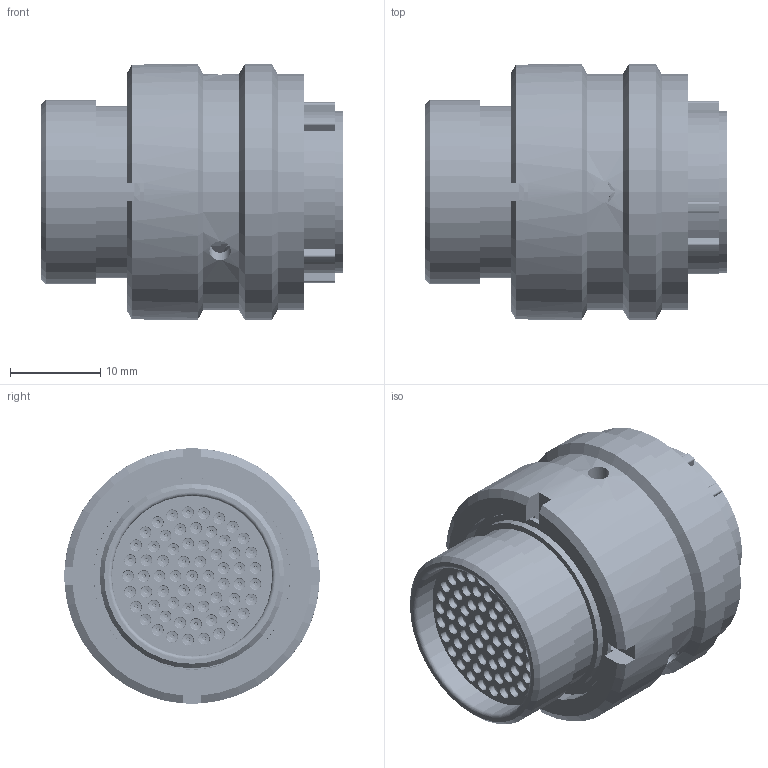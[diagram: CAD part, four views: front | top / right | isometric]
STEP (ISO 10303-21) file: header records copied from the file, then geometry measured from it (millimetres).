
FILE_DESCRIPTION (( 'STEP AP214' ), '1' );
FILE_NAME ('ASDD614-64PN.STEP', '2017-07-04T09:10:56', ( '' ), ( '' ), 'SwSTEP 2.0', 'SolidWorks 2015', '' );
FILE_SCHEMA (( 'AUTOMOTIVE_DESIGN' ));
Length unit declared in the file: inch
Products named in the file (1): ASDD614-64PN
Bounding box: 33.37 x 28.3 x 28.3 mm (x, y, z)
Volume: 9559.9 mm3; surface area: 13589.7 mm2
Topology: 2 solids, 69 shells, 4518 faces, 9899 edges, 6100 vertices
Faces by surface type: cylinder 1745, plane 1074, cone 780, torus 774, sphere 130, bspline 15
Entity records: 185579 total; most frequent: CARTESIAN_POINT 27970, DIRECTION 23790, ORIENTED_EDGE 19274, AXIS2_PLACEMENT_3D 10517, EDGE_CURVE 9637, CIRCLE 6013, VERTEX_POINT 5968, EDGE_LOOP 5373
